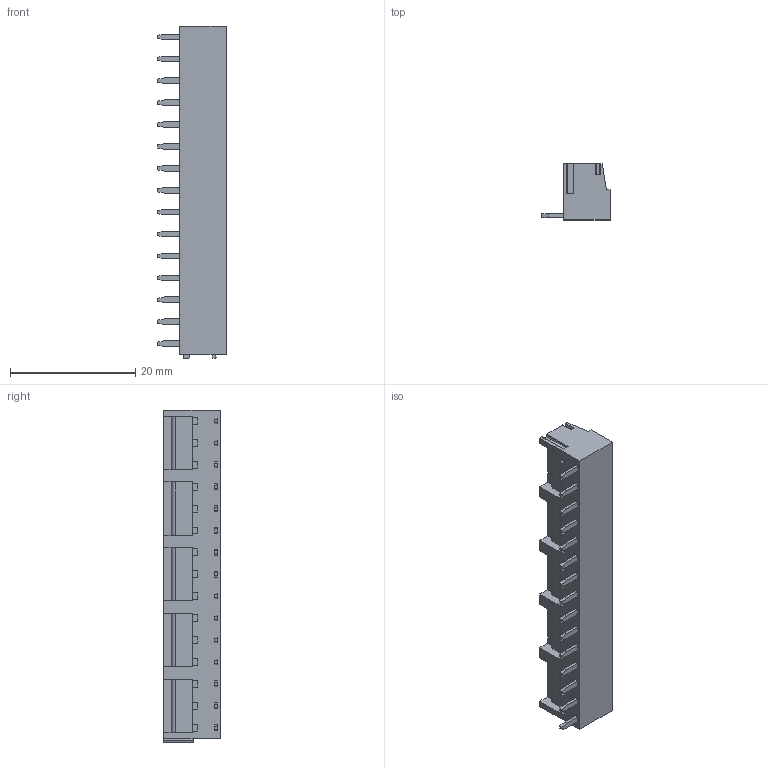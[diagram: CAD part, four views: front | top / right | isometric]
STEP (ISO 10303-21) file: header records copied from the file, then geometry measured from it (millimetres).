
FILE_DESCRIPTION((''),'2;1');
FILE_NAME('PRT0001','2025-02-21T',('sj'),(''),'PRO/ENGINEER BY PARAMETRIC TECHNOLOGY CORPORATION, 2013240','PRO/ENGINEER BY PARAMETRIC TECHNOLOGY CORPORATION, 2013240','');
FILE_SCHEMA(('AUTOMOTIVE_DESIGN_CC2 { 1 2 10303 214 -1 1 5 2 }'));
Length unit declared in the file: millimetre
Products named in the file (1): PRT0001
Bounding box: 10.9 x 9 x 53.05 mm (x, y, z)
Volume: 2808.9 mm3; surface area: 2621.3 mm2
Topology: 1 solids, 1 shells, 647 faces, 1590 edges, 990 vertices
Faces by surface type: plane 424, cylinder 133, cone 90
Entity records: 18760 total; most frequent: DIRECTION 3240, CARTESIAN_POINT 3227, ORIENTED_EDGE 3180, EDGE_CURVE 1590, VECTOR 1234, LINE 1234, AXIS2_PLACEMENT_3D 1003, VERTEX_POINT 990
